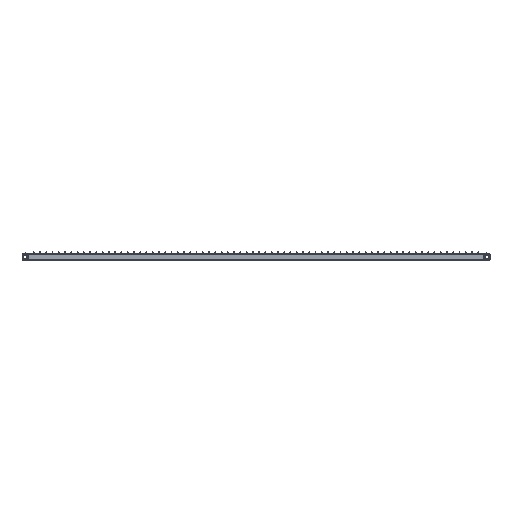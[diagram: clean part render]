
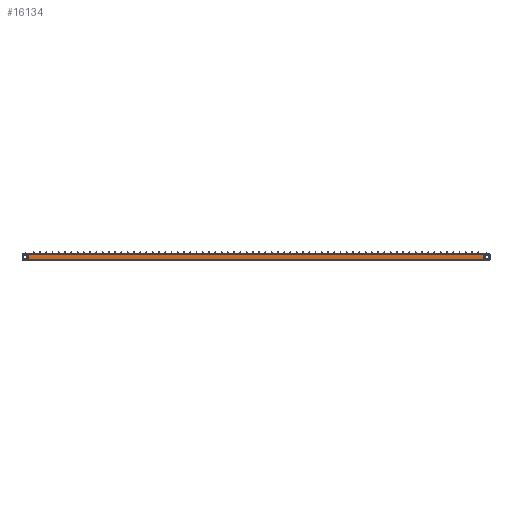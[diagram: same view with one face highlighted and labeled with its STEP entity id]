
A CAD part, left-side view. The second image highlights one B-rep face of the part: STEP entity #16134.
In plain terms, the highlighted planar face has unit normal (-1, 0, 0).
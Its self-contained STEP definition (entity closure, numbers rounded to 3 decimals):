
#785 = EDGE_CURVE ( 'NONE', #29549, #8713, #29210, .T. ) ;
#1477 = LINE ( 'NONE', #31219, #26535 ) ;
#1790 = ORIENTED_EDGE ( 'NONE', *, *, #785, .F. ) ;
#2863 = CARTESIAN_POINT ( 'NONE',  ( 0., -1485., 2. ) ) ;
#3471 = CARTESIAN_POINT ( 'NONE',  ( 0., -20., 18. ) ) ;
#5455 = AXIS2_PLACEMENT_3D ( 'NONE', #2863, #6698, #15561 ) ;
#6698 = DIRECTION ( 'NONE',  ( 1., 0., 0. ) ) ;
#7631 = VECTOR ( 'NONE', #14322, 1000. ) ;
#7789 = FACE_OUTER_BOUND ( 'NONE', #24093, .T. ) ;
#8013 = EDGE_CURVE ( 'NONE', #31389, #10390, #1477, .T. ) ;
#8582 = DIRECTION ( 'NONE',  ( 0., 0., 1. ) ) ;
#8713 = VERTEX_POINT ( 'NONE', #26660 ) ;
#9262 = EDGE_CURVE ( 'NONE', #29549, #31389, #30115, .T. ) ;
#10390 = VERTEX_POINT ( 'NONE', #3471 ) ;
#10859 = ORIENTED_EDGE ( 'NONE', *, *, #9262, .T. ) ;
#11058 = ORIENTED_EDGE ( 'NONE', *, *, #8013, .T. ) ;
#11765 = VECTOR ( 'NONE', #14380, 1000. ) ;
#13760 = CARTESIAN_POINT ( 'NONE',  ( 0., -1485., 2. ) ) ;
#13793 = ORIENTED_EDGE ( 'NONE', *, *, #27665, .T. ) ;
#14322 = DIRECTION ( 'NONE',  ( 0., 1., 0. ) ) ;
#14380 = DIRECTION ( 'NONE',  ( 0., 0., -1. ) ) ;
#15561 = DIRECTION ( 'NONE',  ( 0., 0., 1. ) ) ;
#15598 = CARTESIAN_POINT ( 'NONE',  ( 0., -1475., 18. ) ) ;
#16134 = ADVANCED_FACE ( 'NONE', ( #7789 ), #21559, .F. ) ;
#21559 = PLANE ( 'NONE',  #5455 ) ;
#22235 = VECTOR ( 'NONE', #8582, 1000. ) ;
#23182 = CARTESIAN_POINT ( 'NONE',  ( 0., -20., 2. ) ) ;
#24059 = CARTESIAN_POINT ( 'NONE',  ( 0., -1475., 2. ) ) ;
#24093 = EDGE_LOOP ( 'NONE', ( #1790, #10859, #11058, #13793 ) ) ;
#26535 = VECTOR ( 'NONE', #29064, 1000. ) ;
#26660 = CARTESIAN_POINT ( 'NONE',  ( 0., -20., 2. ) ) ;
#27665 = EDGE_CURVE ( 'NONE', #10390, #8713, #33607, .T. ) ;
#29064 = DIRECTION ( 'NONE',  ( 0., 1., 0. ) ) ;
#29210 = LINE ( 'NONE', #13760, #7631 ) ;
#29549 = VERTEX_POINT ( 'NONE', #32709 ) ;
#30115 = LINE ( 'NONE', #24059, #22235 ) ;
#31219 = CARTESIAN_POINT ( 'NONE',  ( 0., -1485., 18. ) ) ;
#31389 = VERTEX_POINT ( 'NONE', #15598 ) ;
#32709 = CARTESIAN_POINT ( 'NONE',  ( 0., -1475., 2. ) ) ;
#33607 = LINE ( 'NONE', #23182, #11765 ) ;
